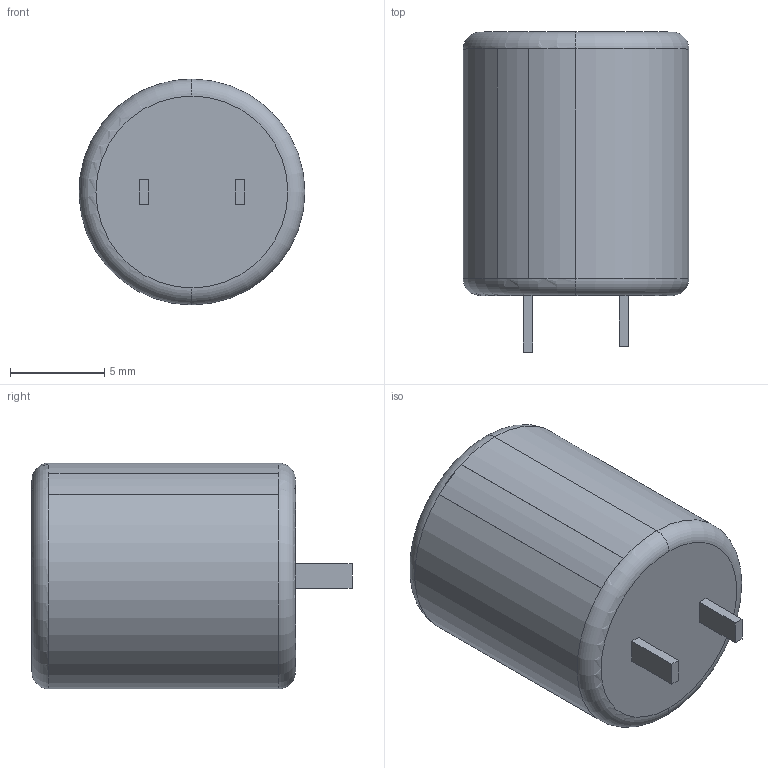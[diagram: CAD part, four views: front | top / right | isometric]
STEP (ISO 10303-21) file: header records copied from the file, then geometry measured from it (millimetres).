
FILE_DESCRIPTION (( 'STEP AP214' ), '1' );
FILE_NAME ('CDR_LPLLN_D12L14S5.08LLNEG3LLPOS2.7LT10.5LT21.3.STEP', '2019-11-21T21:22:28', ( '' ), ( '' ), 'SwSTEP 2.0', 'SolidWorks 2014', '' );
FILE_SCHEMA (( 'AUTOMOTIVE_DESIGN' ));
Length unit declared in the file: millimetre
Products named in the file (1): CDR_LPLLN_D12L14S5.08LLNEG3LLPOS2.7LT10.5LT21.3
Bounding box: 11.99 x 17 x 12 mm (x, y, z)
Volume: 1574.5 mm3; surface area: 745.2 mm2
Topology: 1 solids, 1 shells, 78 faces, 211 edges, 138 vertices
Faces by surface type: plane 70, torus 4, cylinder 4
Entity records: 2716 total; most frequent: CARTESIAN_POINT 442, ORIENTED_EDGE 422, DIRECTION 386, EDGE_CURVE 211, VECTOR 186, LINE 186, VERTEX_POINT 138, AXIS2_PLACEMENT_3D 100
